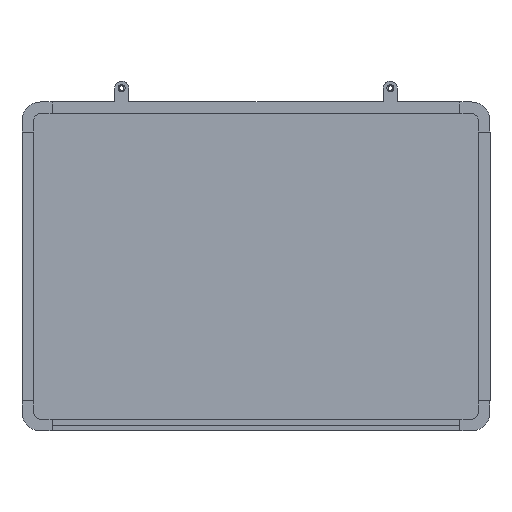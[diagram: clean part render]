
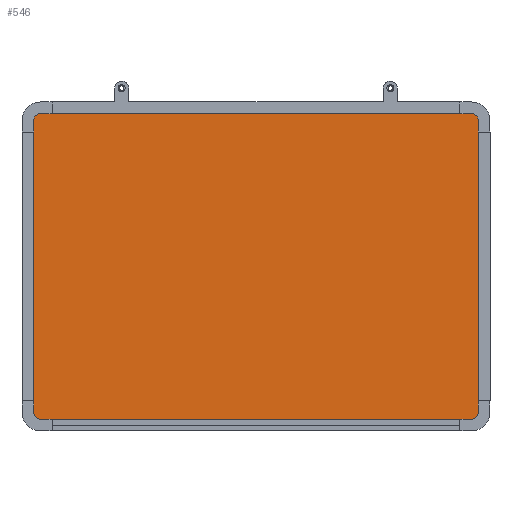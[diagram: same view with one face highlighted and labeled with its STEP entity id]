
A CAD part, top view. The second image highlights one B-rep face of the part: STEP entity #546.
In plain terms, the highlighted planar face has unit normal (0, 0, 1).
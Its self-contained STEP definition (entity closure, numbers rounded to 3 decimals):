
#8 = EDGE_CURVE ( 'NONE', #2932, #2925, #2905, .T. ) ;
#277 = CARTESIAN_POINT ( 'NONE',  ( -500., 315., 5. ) ) ;
#288 = LINE ( 'NONE', #277, #2692 ) ;
#292 = CARTESIAN_POINT ( 'NONE',  ( 465., -315., 5. ) ) ;
#293 = DIRECTION ( 'NONE',  ( 0., 0., 1. ) ) ;
#294 = DIRECTION ( 'NONE',  ( 1., 0., 0. ) ) ;
#295 = DIRECTION ( 'NONE',  ( 0., -1., 0. ) ) ;
#316 = CARTESIAN_POINT ( 'NONE',  ( 465., 315., 5. ) ) ;
#317 = DIRECTION ( 'NONE',  ( 0., 0., 1. ) ) ;
#318 = DIRECTION ( 'NONE',  ( -1., 0., 0. ) ) ;
#321 = CARTESIAN_POINT ( 'NONE',  ( -465., 350., 5. ) ) ;
#322 = LINE ( 'NONE', #321, #2713 ) ;
#328 = DIRECTION ( 'NONE',  ( -1., 0., 0. ) ) ;
#344 = LINE ( 'NONE', #345, #2710 ) ;
#345 = CARTESIAN_POINT ( 'NONE',  ( -465., -350., 5. ) ) ;
#346 = DIRECTION ( 'NONE',  ( 1., 0., 0. ) ) ;
#358 = CARTESIAN_POINT ( 'NONE',  ( -465., -315., 5. ) ) ;
#359 = DIRECTION ( 'NONE',  ( 0., 0., 1. ) ) ;
#360 = DIRECTION ( 'NONE',  ( 1., 0., 0. ) ) ;
#381 = CARTESIAN_POINT ( 'NONE',  ( 465., 350., 5. ) ) ;
#394 = CARTESIAN_POINT ( 'NONE',  ( -500., -315., 5. ) ) ;
#434 = CARTESIAN_POINT ( 'NONE',  ( -500., 315., 5. ) ) ;
#470 = CARTESIAN_POINT ( 'NONE',  ( 465., -350., 5. ) ) ;
#474 = CARTESIAN_POINT ( 'NONE',  ( -465., 350., 5. ) ) ;
#475 = CARTESIAN_POINT ( 'NONE',  ( 500., 315., 5. ) ) ;
#478 = CARTESIAN_POINT ( 'NONE',  ( -465., -350., 5. ) ) ;
#479 = CARTESIAN_POINT ( 'NONE',  ( 500., -315., 5. ) ) ;
#519 = EDGE_CURVE ( 'NONE', #2924, #2876, #1583, .T. ) ;
#546 = ADVANCED_FACE ( 'NONE', ( #2239 ), #2224, .T. ) ;
#1009 = ORIENTED_EDGE ( 'NONE', *, *, #2103, .T. ) ;
#1087 = ORIENTED_EDGE ( 'NONE', *, *, #2110, .T. ) ;
#1130 = ORIENTED_EDGE ( 'NONE', *, *, #2102, .T. ) ;
#1148 = ORIENTED_EDGE ( 'NONE', *, *, #519, .T. ) ;
#1180 = ORIENTED_EDGE ( 'NONE', *, *, #2677, .T. ) ;
#1187 = ORIENTED_EDGE ( 'NONE', *, *, #2687, .T. ) ;
#1299 = ORIENTED_EDGE ( 'NONE', *, *, #2683, .T. ) ;
#1338 = ORIENTED_EDGE ( 'NONE', *, *, #8, .T. ) ;
#1464 = EDGE_LOOP ( 'NONE', ( #1130, #1338, #1087, #1180, #1148, #1009, #1187, #1299 ) ) ;
#1521 = VECTOR ( 'NONE', #2883, 1000. ) ;
#1528 = AXIS2_PLACEMENT_3D ( 'NONE', #2874, #2835, #2845 ) ;
#1534 = AXIS2_PLACEMENT_3D ( 'NONE', #2249, #2250, #2251 ) ;
#1583 = CIRCLE ( 'NONE', #1528, 35. ) ;
#2102 = EDGE_CURVE ( 'NONE', #2920, #2932, #2700, .T. ) ;
#2103 = EDGE_CURVE ( 'NONE', #2876, #2816, #288, .T. ) ;
#2110 = EDGE_CURVE ( 'NONE', #2925, #2797, #2724, .T. ) ;
#2224 = PLANE ( 'NONE',  #1534 ) ;
#2239 = FACE_OUTER_BOUND ( 'NONE', #1464, .T. ) ;
#2249 = CARTESIAN_POINT ( 'NONE',  ( 465., -315., 5. ) ) ;
#2250 = DIRECTION ( 'NONE',  ( 0., 0., 1. ) ) ;
#2251 = DIRECTION ( 'NONE',  ( 1., 0., 0. ) ) ;
#2677 = EDGE_CURVE ( 'NONE', #2797, #2924, #322, .T. ) ;
#2683 = EDGE_CURVE ( 'NONE', #2928, #2920, #344, .T. ) ;
#2687 = EDGE_CURVE ( 'NONE', #2816, #2928, #2697, .T. ) ;
#2692 = VECTOR ( 'NONE', #295, 1000. ) ;
#2696 = AXIS2_PLACEMENT_3D ( 'NONE', #292, #293, #294 ) ;
#2697 = CIRCLE ( 'NONE', #2706, 35. ) ;
#2699 = AXIS2_PLACEMENT_3D ( 'NONE', #316, #317, #318 ) ;
#2700 = CIRCLE ( 'NONE', #2696, 35. ) ;
#2706 = AXIS2_PLACEMENT_3D ( 'NONE', #358, #359, #360 ) ;
#2710 = VECTOR ( 'NONE', #346, 1000. ) ;
#2713 = VECTOR ( 'NONE', #328, 1000. ) ;
#2724 = CIRCLE ( 'NONE', #2699, 35. ) ;
#2797 = VERTEX_POINT ( 'NONE', #381 ) ;
#2816 = VERTEX_POINT ( 'NONE', #394 ) ;
#2835 = DIRECTION ( 'NONE',  ( 0., 0., 1. ) ) ;
#2845 = DIRECTION ( 'NONE',  ( 1., 0., 0. ) ) ;
#2874 = CARTESIAN_POINT ( 'NONE',  ( -465., 315., 5. ) ) ;
#2876 = VERTEX_POINT ( 'NONE', #434 ) ;
#2883 = DIRECTION ( 'NONE',  ( 0., 1., 0. ) ) ;
#2905 = LINE ( 'NONE', #2935, #1521 ) ;
#2920 = VERTEX_POINT ( 'NONE', #470 ) ;
#2924 = VERTEX_POINT ( 'NONE', #474 ) ;
#2925 = VERTEX_POINT ( 'NONE', #475 ) ;
#2928 = VERTEX_POINT ( 'NONE', #478 ) ;
#2932 = VERTEX_POINT ( 'NONE', #479 ) ;
#2935 = CARTESIAN_POINT ( 'NONE',  ( 500., 315., 5. ) ) ;
